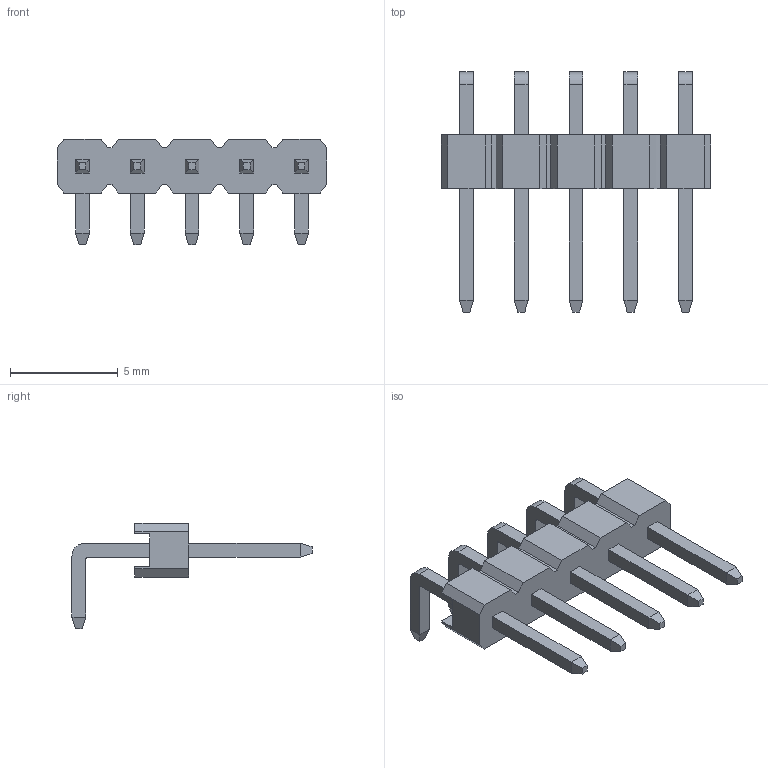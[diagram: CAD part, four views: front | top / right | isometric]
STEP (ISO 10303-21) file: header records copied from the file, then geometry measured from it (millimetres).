
FILE_DESCRIPTION(('FreeCAD Model'),'2;1');
FILE_NAME('pin_header_aw140-ea-g05g.step', '2018-04-03T00:39:54',('kicad StepUp'),('ksu MCAD'), 'Open CASCADE STEP processor 6.8','FreeCAD','Unknown');
FILE_SCHEMA(('AUTOMOTIVE_DESIGN_CC2 { 1 2 10303 214 -1 1 5 4 }'));
Length unit declared in the file: millimetre
Products named in the file (1): pin_header_aw140-ea-g05g
Bounding box: 12.5 x 11.14 x 4.9 mm (x, y, z)
Volume: 85.2 mm3; surface area: 309.3 mm2
Topology: 1 solids, 1 shells, 156 faces, 432 edges, 288 vertices
Faces by surface type: plane 146, cylinder 10
Entity records: 6001 total; most frequent: CARTESIAN_POINT 877, ORIENTED_EDGE 864, DIRECTION 766, EDGE_CURVE 432, LINE 412, VECTOR 412, VERTEX_POINT 288, AXIS2_PLACEMENT_3D 177
